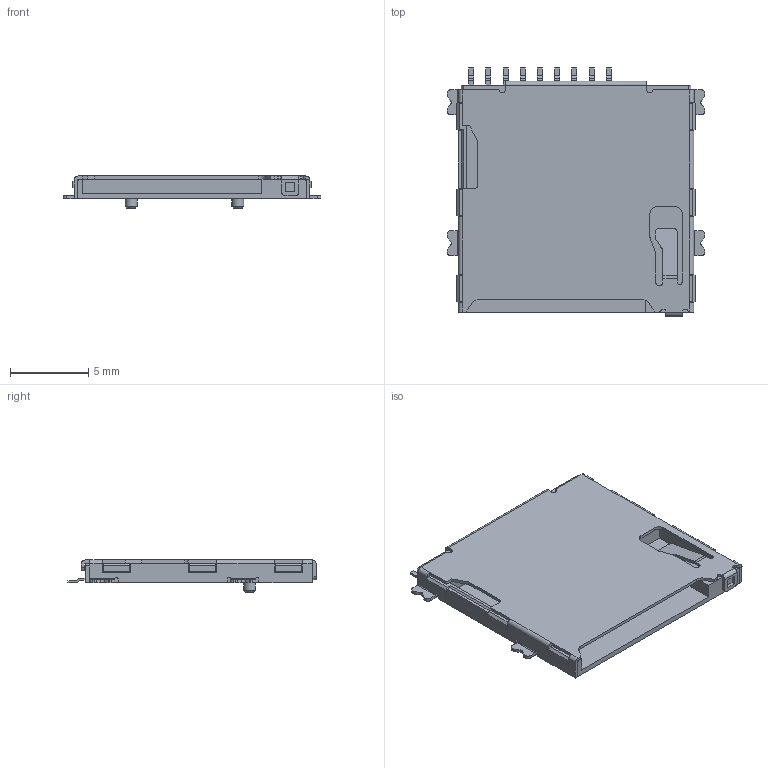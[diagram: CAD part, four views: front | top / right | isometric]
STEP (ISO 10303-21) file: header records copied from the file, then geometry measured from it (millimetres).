
FILE_DESCRIPTION(/* description */ (''),/* implementation_level */ '2;1');
FILE_NAME(/* name */ 'Micro_SD_Card v3.step',/* time_stamp */ '2023-02-23T23:19:45+01:00',/* author */ (''),/* organization */ (''),/* preprocessor_version */ 'ST-DEVELOPER v19.2',/* originating_system */ 'Autodesk Translation Framework v11.17.0.187',/* authorisation */ '');
FILE_SCHEMA (('AUTOMOTIVE_DESIGN { 1 0 10303 214 3 1 1 }'));
Length unit declared in the file: metre
Products named in the file (13): Micro_SD_Card; Micro_SD_Card_1; MEM2075-00-140-01-A; MEM2075-00-140-01-A (1); MEM2075-00-140-01-A (2); MEM2075-00-140-01-A (3); MEM2075-00-140-01-A (4); MEM2075-00-140-01-A (5); MEM2075-00-140-01-A (6); MEM2075-00-140-01-A (7); MEM2075-00-140-01-A (8); MEM2075-00-140-01-A (9); MEM2075-00-140-01-A (10)
Assembly tree (12 placements, depth 3):
  Micro_SD_Card
    Micro_SD_Card_1
      MEM2075-00-140-01-A
      MEM2075-00-140-01-A (1)
      MEM2075-00-140-01-A (2)
      MEM2075-00-140-01-A (3)
      MEM2075-00-140-01-A (4)
      MEM2075-00-140-01-A (5)
      MEM2075-00-140-01-A (6)
      MEM2075-00-140-01-A (7)
      MEM2075-00-140-01-A (8)
      MEM2075-00-140-01-A (9)
      MEM2075-00-140-01-A (10)
Bounding box: 16.44 x 15.85 x 2.05 mm (x, y, z)
Volume: 178.3 mm3; surface area: 1044.4 mm2
Topology: 11 solids, 11 shells, 376 faces, 1045 edges, 684 vertices
Faces by surface type: plane 257, cylinder 117, cone 2
Full cylindrical faces by diameter (mm): 0.75 x2
Entity records: 12412 total; most frequent: CARTESIAN_POINT 2131, ORIENTED_EDGE 2090, DIRECTION 2085, EDGE_CURVE 1045, LINE 809, VECTOR 809, VERTEX_POINT 684, AXIS2_PLACEMENT_3D 638
